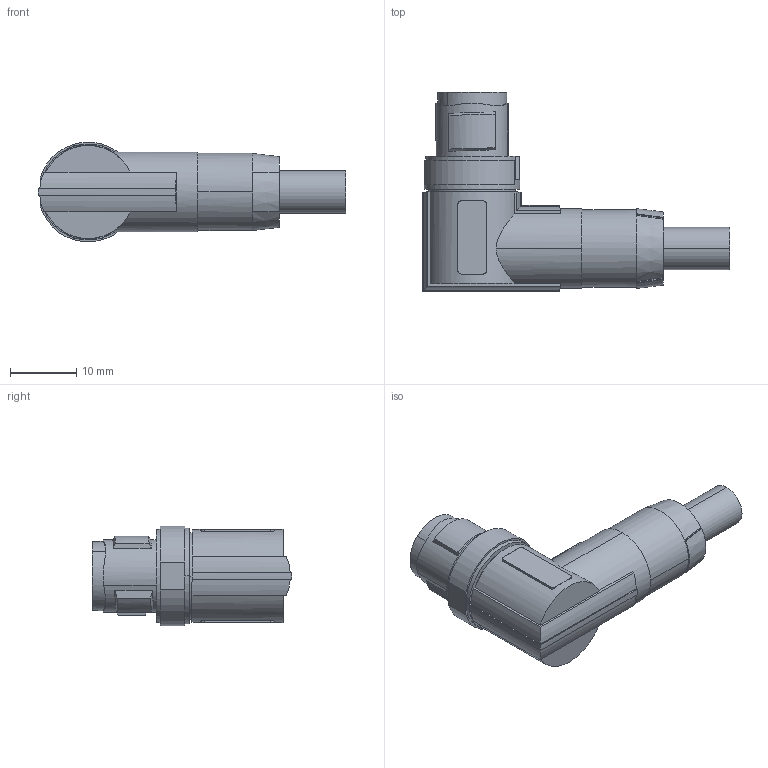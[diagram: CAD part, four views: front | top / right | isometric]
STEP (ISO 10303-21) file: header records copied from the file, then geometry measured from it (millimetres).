
FILE_DESCRIPTION((''),'2;1');
FILE_NAME('DM_CAD-6666','2019-05-29T10:19:08',('creinig-se'),(''),'CREO PARAMETRIC BY PTC INC, 2018420','CREO PARAMETRIC BY PTC INC, 2018420','');
FILE_SCHEMA(('CONFIG_CONTROL_DESIGN','SHAPE_APPEARANCE_LAYERS_GROUPS'));
Length unit declared in the file: millimetre
Products named in the file (1): DM_CAD-6666
Bounding box: 46.25 x 30 x 14.99 mm (x, y, z)
Volume: 6377.6 mm3; surface area: 3059.2 mm2
Topology: 1 solids, 1 shells, 152 faces, 427 edges, 313 vertices
Faces by surface type: plane 68, cylinder 54, cone 20, bspline 10
Entity records: 6619 total; most frequent: CARTESIAN_POINT 1697, ORIENTED_EDGE 804, DIRECTION 710, EDGE_CURVE 402, VERTEX_POINT 267, AXIS2_PLACEMENT_3D 247, VECTOR 216, LINE 216
